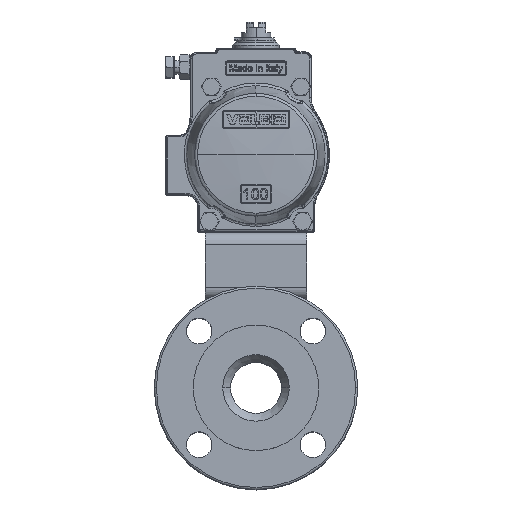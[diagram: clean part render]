
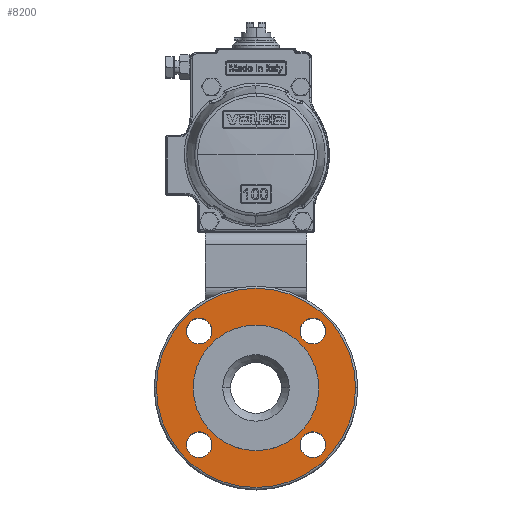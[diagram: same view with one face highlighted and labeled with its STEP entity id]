
A CAD part, top view. The second image highlights one B-rep face of the part: STEP entity #8200.
In plain terms, the highlighted planar face has unit normal (0, 0, 1).
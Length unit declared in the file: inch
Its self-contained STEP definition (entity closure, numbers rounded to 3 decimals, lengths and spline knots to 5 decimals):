
#606 = EDGE_LOOP ( 'NONE', ( #29805, #28964 ) ) ;
#2032 = ORIENTED_EDGE ( 'NONE', *, *, #37014, .F. ) ;
#2161 = CARTESIAN_POINT ( 'NONE',  ( 2.943, 0., 2.672 ) ) ;
#2503 = DIRECTION ( 'NONE',  ( 0., 0., 1. ) ) ;
#2591 = ORIENTED_EDGE ( 'NONE', *, *, #68321, .F. ) ;
#2671 = ORIENTED_EDGE ( 'NONE', *, *, #53375, .F. ) ;
#3447 = AXIS2_PLACEMENT_3D ( 'NONE', #61225, #29173, #66623 ) ;
#4822 = ORIENTED_EDGE ( 'NONE', *, *, #50969, .T. ) ;
#5145 = DIRECTION ( 'NONE',  ( -1., 0., 0. ) ) ;
#5678 = CARTESIAN_POINT ( 'NONE',  ( 1.3005, 1.679, 2.672 ) ) ;
#5911 = EDGE_CURVE ( 'NONE', #16859, #11225, #22951, .T. ) ;
#6935 = DIRECTION ( 'NONE',  ( 0., 0., 1. ) ) ;
#8007 = VERTEX_POINT ( 'NONE', #12612 ) ;
#8200 = ADVANCED_FACE ( 'NONE', ( #57985, #45448, #16957, #43748, #29569, #15310 ), #66653, .T. ) ;
#8723 = EDGE_LOOP ( 'NONE', ( #2032, #63782 ) ) ;
#9811 = AXIS2_PLACEMENT_3D ( 'NONE', #16619, #54030, #21953 ) ;
#11225 = VERTEX_POINT ( 'NONE', #35189 ) ;
#12612 = CARTESIAN_POINT ( 'NONE',  ( -2.943, 0., 2.672 ) ) ;
#14103 = CARTESIAN_POINT ( 'NONE',  ( 0., 0., 2.672 ) ) ;
#14499 = VERTEX_POINT ( 'NONE', #42297 ) ;
#14611 = AXIS2_PLACEMENT_3D ( 'NONE', #18508, #55925, #23840 ) ;
#15310 = FACE_BOUND ( 'NONE', #45281, .T. ) ;
#16619 = CARTESIAN_POINT ( 'NONE',  ( 1.679, 1.679, 2.672 ) ) ;
#16859 = VERTEX_POINT ( 'NONE', #19490 ) ;
#16957 = FACE_BOUND ( 'NONE', #30575, .T. ) ;
#17247 = DIRECTION ( 'NONE',  ( 0., 0., 1. ) ) ;
#17670 = VERTEX_POINT ( 'NONE', #27527 ) ;
#17761 = CARTESIAN_POINT ( 'NONE',  ( -2.0575, -1.679, 2.672 ) ) ;
#17879 = VERTEX_POINT ( 'NONE', #17761 ) ;
#18508 = CARTESIAN_POINT ( 'NONE',  ( -1.679, 1.679, 2.672 ) ) ;
#18696 = VERTEX_POINT ( 'NONE', #21333 ) ;
#19432 = DIRECTION ( 'NONE',  ( 1., 0., 0. ) ) ;
#19490 = CARTESIAN_POINT ( 'NONE',  ( 2.0575, -1.679, 2.672 ) ) ;
#20479 = ORIENTED_EDGE ( 'NONE', *, *, #45977, .T. ) ;
#21166 = VERTEX_POINT ( 'NONE', #62692 ) ;
#21333 = CARTESIAN_POINT ( 'NONE',  ( -2.0575, 1.679, 2.672 ) ) ;
#21354 = ORIENTED_EDGE ( 'NONE', *, *, #29092, .F. ) ;
#21543 = DIRECTION ( 'NONE',  ( 0., 0., 1. ) ) ;
#21813 = CIRCLE ( 'NONE', #30121, 2.943 ) ;
#21923 = EDGE_CURVE ( 'NONE', #8007, #33878, #21813, .T. ) ;
#21953 = DIRECTION ( 'NONE',  ( 1., 0., 0. ) ) ;
#22225 = AXIS2_PLACEMENT_3D ( 'NONE', #55953, #23866, #61400 ) ;
#22951 = CIRCLE ( 'NONE', #55016, 0.3785 ) ;
#23648 = DIRECTION ( 'NONE',  ( 0., 0., 1. ) ) ;
#23840 = DIRECTION ( 'NONE',  ( 0., 1., 0. ) ) ;
#23866 = DIRECTION ( 'NONE',  ( 0., 0., 1. ) ) ;
#24470 = AXIS2_PLACEMENT_3D ( 'NONE', #25734, #63252, #31216 ) ;
#25424 = VERTEX_POINT ( 'NONE', #43332 ) ;
#25734 = CARTESIAN_POINT ( 'NONE',  ( 1.679, -1.679, 2.672 ) ) ;
#25936 = AXIS2_PLACEMENT_3D ( 'NONE', #49271, #17247, #54668 ) ;
#27336 = ORIENTED_EDGE ( 'NONE', *, *, #52323, .T. ) ;
#27527 = CARTESIAN_POINT ( 'NONE',  ( 1.855, 0., 2.672 ) ) ;
#27990 = CIRCLE ( 'NONE', #9811, 0.3785 ) ;
#28964 = ORIENTED_EDGE ( 'NONE', *, *, #33672, .F. ) ;
#29092 = EDGE_CURVE ( 'NONE', #25424, #17879, #33963, .T. ) ;
#29173 = DIRECTION ( 'NONE',  ( 0., 0., 1. ) ) ;
#29569 = FACE_OUTER_BOUND ( 'NONE', #33330, .T. ) ;
#29805 = ORIENTED_EDGE ( 'NONE', *, *, #30991, .F. ) ;
#30121 = AXIS2_PLACEMENT_3D ( 'NONE', #14103, #51457, #19432 ) ;
#30575 = EDGE_LOOP ( 'NONE', ( #40726, #2671 ) ) ;
#30642 = DIRECTION ( 'NONE',  ( 0., 0., -1. ) ) ;
#30790 = CIRCLE ( 'NONE', #25936, 0.3785 ) ;
#30991 = EDGE_CURVE ( 'NONE', #52088, #18696, #61546, .T. ) ;
#31216 = DIRECTION ( 'NONE',  ( 0., -1., 0. ) ) ;
#31288 = EDGE_CURVE ( 'NONE', #32094, #14499, #44711, .T. ) ;
#32094 = VERTEX_POINT ( 'NONE', #5678 ) ;
#33330 = EDGE_LOOP ( 'NONE', ( #27336, #39780 ) ) ;
#33672 = EDGE_CURVE ( 'NONE', #18696, #52088, #38715, .T. ) ;
#33878 = VERTEX_POINT ( 'NONE', #2161 ) ;
#33963 = CIRCLE ( 'NONE', #22225, 0.3785 ) ;
#35189 = CARTESIAN_POINT ( 'NONE',  ( 1.3005, -1.679, 2.672 ) ) ;
#36294 = CIRCLE ( 'NONE', #63927, 1.855 ) ;
#37014 = EDGE_CURVE ( 'NONE', #14499, #32094, #27990, .T. ) ;
#37265 = DIRECTION ( 'NONE',  ( 0., 0., -1. ) ) ;
#38715 = CIRCLE ( 'NONE', #14611, 0.3785 ) ;
#39002 = CARTESIAN_POINT ( 'NONE',  ( -1.679, 1.679, 2.672 ) ) ;
#39742 = CARTESIAN_POINT ( 'NONE',  ( 0., 1.855, 2.672 ) ) ;
#39780 = ORIENTED_EDGE ( 'NONE', *, *, #21923, .T. ) ;
#39974 = DIRECTION ( 'NONE',  ( 1., 0., 0. ) ) ;
#40726 = ORIENTED_EDGE ( 'NONE', *, *, #5911, .F. ) ;
#42297 = CARTESIAN_POINT ( 'NONE',  ( 2.0575, 1.679, 2.672 ) ) ;
#43332 = CARTESIAN_POINT ( 'NONE',  ( -1.3005, -1.679, 2.672 ) ) ;
#43449 = AXIS2_PLACEMENT_3D ( 'NONE', #39742, #2503, #39974 ) ;
#43748 = FACE_BOUND ( 'NONE', #8723, .T. ) ;
#44321 = DIRECTION ( 'NONE',  ( 0., 1., 0. ) ) ;
#44711 = CIRCLE ( 'NONE', #52537, 0.3785 ) ;
#45281 = EDGE_LOOP ( 'NONE', ( #4822, #20479 ) ) ;
#45448 = FACE_BOUND ( 'NONE', #56447, .T. ) ;
#45977 = EDGE_CURVE ( 'NONE', #17670, #21166, #62637, .T. ) ;
#49271 = CARTESIAN_POINT ( 'NONE',  ( -1.679, -1.679, 2.672 ) ) ;
#50969 = EDGE_CURVE ( 'NONE', #21166, #17670, #36294, .T. ) ;
#51457 = DIRECTION ( 'NONE',  ( 0., 0., 1. ) ) ;
#52088 = VERTEX_POINT ( 'NONE', #52528 ) ;
#52323 = EDGE_CURVE ( 'NONE', #33878, #8007, #60377, .T. ) ;
#52528 = CARTESIAN_POINT ( 'NONE',  ( -1.3005, 1.679, 2.672 ) ) ;
#52537 = AXIS2_PLACEMENT_3D ( 'NONE', #53611, #21543, #59036 ) ;
#53375 = EDGE_CURVE ( 'NONE', #11225, #16859, #55248, .T. ) ;
#53611 = CARTESIAN_POINT ( 'NONE',  ( 1.679, 1.679, 2.672 ) ) ;
#54030 = DIRECTION ( 'NONE',  ( 0., 0., 1. ) ) ;
#54668 = DIRECTION ( 'NONE',  ( -1., 0., 0. ) ) ;
#55016 = AXIS2_PLACEMENT_3D ( 'NONE', #55745, #23648, #61173 ) ;
#55248 = CIRCLE ( 'NONE', #24470, 0.3785 ) ;
#55745 = CARTESIAN_POINT ( 'NONE',  ( 1.679, -1.679, 2.672 ) ) ;
#55925 = DIRECTION ( 'NONE',  ( 0., 0., 1. ) ) ;
#55953 = CARTESIAN_POINT ( 'NONE',  ( -1.679, -1.679, 2.672 ) ) ;
#56447 = EDGE_LOOP ( 'NONE', ( #21354, #2591 ) ) ;
#57985 = FACE_BOUND ( 'NONE', #606, .T. ) ;
#59036 = DIRECTION ( 'NONE',  ( 1., 0., 0. ) ) ;
#60377 = CIRCLE ( 'NONE', #3447, 2.943 ) ;
#61173 = DIRECTION ( 'NONE',  ( 0., -1., 0. ) ) ;
#61225 = CARTESIAN_POINT ( 'NONE',  ( 0., 0., 2.672 ) ) ;
#61400 = DIRECTION ( 'NONE',  ( -1., 0., 0. ) ) ;
#61546 = CIRCLE ( 'NONE', #62309, 0.3785 ) ;
#61633 = AXIS2_PLACEMENT_3D ( 'NONE', #69251, #37265, #5145 ) ;
#62309 = AXIS2_PLACEMENT_3D ( 'NONE', #39002, #6935, #44321 ) ;
#62637 = CIRCLE ( 'NONE', #61633, 1.855 ) ;
#62685 = CARTESIAN_POINT ( 'NONE',  ( 0., 0., 2.672 ) ) ;
#62692 = CARTESIAN_POINT ( 'NONE',  ( -1.855, 0., 2.672 ) ) ;
#63252 = DIRECTION ( 'NONE',  ( 0., 0., 1. ) ) ;
#63782 = ORIENTED_EDGE ( 'NONE', *, *, #31288, .F. ) ;
#63927 = AXIS2_PLACEMENT_3D ( 'NONE', #62685, #30642, #68065 ) ;
#66623 = DIRECTION ( 'NONE',  ( 1., 0., 0. ) ) ;
#66653 = PLANE ( 'NONE',  #43449 ) ;
#68065 = DIRECTION ( 'NONE',  ( -1., 0., 0. ) ) ;
#68321 = EDGE_CURVE ( 'NONE', #17879, #25424, #30790, .T. ) ;
#69251 = CARTESIAN_POINT ( 'NONE',  ( 0., 0., 2.672 ) ) ;
